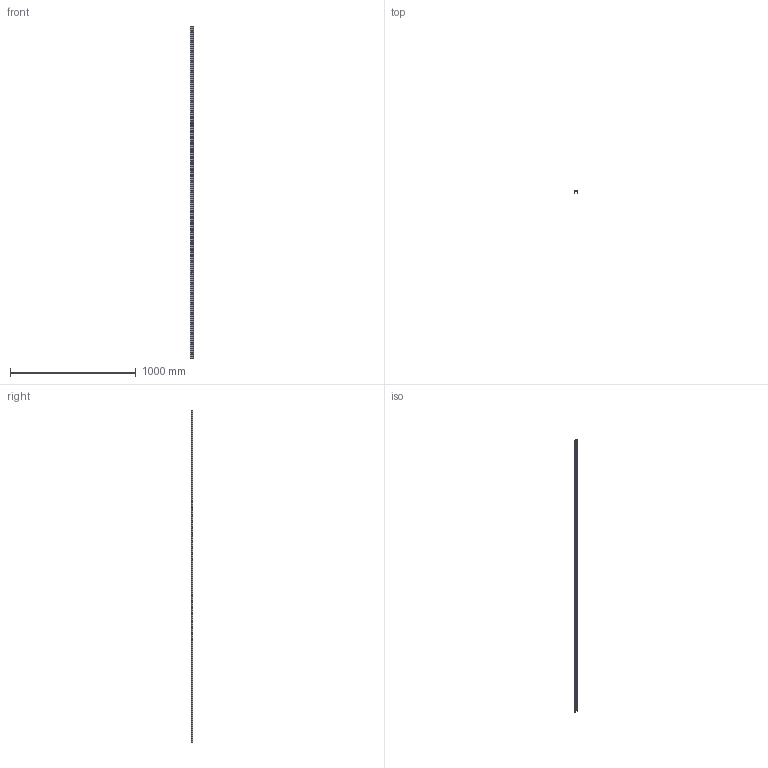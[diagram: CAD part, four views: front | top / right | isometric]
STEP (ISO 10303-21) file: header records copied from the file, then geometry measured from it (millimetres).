
FILE_DESCRIPTION (( 'STEP AP214' ), '1' );
FILE_NAME ('S-LBX 30-2640.STEP', '2023-11-14T11:21:01', ( '' ), ( '' ), 'SwSTEP 2.0', 'SolidWorks 2020', '' );
FILE_SCHEMA (( 'AUTOMOTIVE_DESIGN' ));
Length unit declared in the file: millimetre
Products named in the file (1): S-LBX 30-2640
Bounding box: 29.5 x 15 x 2640 mm (x, y, z)
Volume: 302029.5 mm3; surface area: 256985.3 mm2
Topology: 1 solids, 1 shells, 189 faces, 561 edges, 374 vertices
Faces by surface type: cylinder 109, plane 80
Entity records: 6579 total; most frequent: DIRECTION 1159, CARTESIAN_POINT 1125, ORIENTED_EDGE 1122, EDGE_CURVE 561, AXIS2_PLACEMENT_3D 408, VERTEX_POINT 374, VECTOR 343, LINE 343
